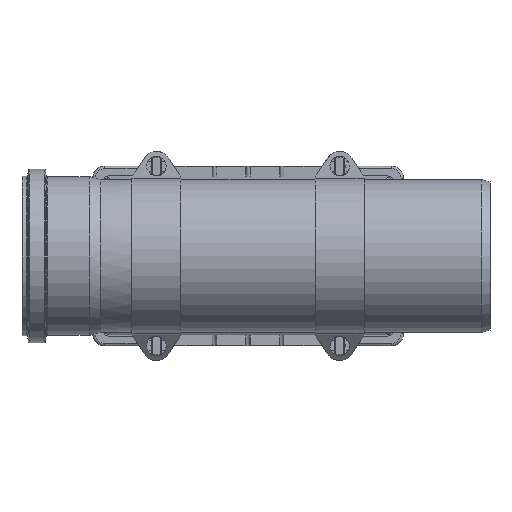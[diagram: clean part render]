
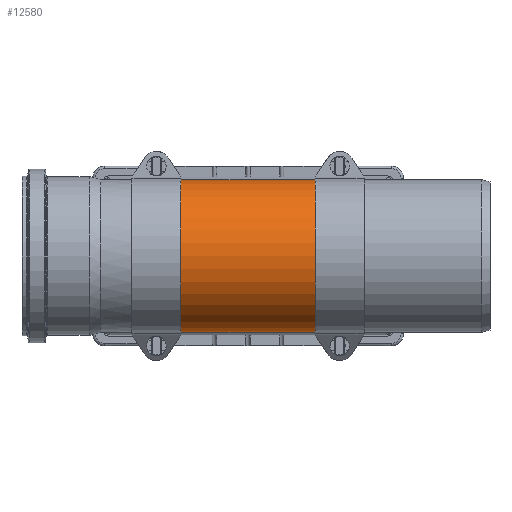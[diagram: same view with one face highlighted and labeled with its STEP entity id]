
A CAD part, left-side view. The second image highlights one B-rep face of the part: STEP entity #12580.
In plain terms, the highlighted cylindrical face has radius 62.5 mm (diameter 125 mm), a partial arc.
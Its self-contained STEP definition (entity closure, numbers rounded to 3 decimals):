
#713=CYLINDRICAL_SURFACE('',#13543,62.5);
#1233=LINE('',#20423,#1961);
#1248=LINE('',#20453,#1976);
#1961=VECTOR('',#15670,110.);
#1976=VECTOR('',#15695,110.);
#2542=CIRCLE('',#13542,62.5);
#2543=CIRCLE('',#13544,62.5);
#3424=FACE_OUTER_BOUND('',#4316,.T.);
#4316=EDGE_LOOP('',(#9094,#9095,#9096,#9097));
#5541=VERTEX_POINT('',#20420);
#5542=VERTEX_POINT('',#20422);
#5551=VERTEX_POINT('',#20450);
#5552=VERTEX_POINT('',#20452);
#6783=EDGE_CURVE('',#5542,#5541,#1233,.T.);
#6798=EDGE_CURVE('',#5552,#5551,#1248,.T.);
#6805=EDGE_CURVE('',#5541,#5552,#2542,.T.);
#6806=EDGE_CURVE('',#5551,#5542,#2543,.T.);
#9094=ORIENTED_EDGE('',*,*,#6798,.T.);
#9095=ORIENTED_EDGE('',*,*,#6806,.T.);
#9096=ORIENTED_EDGE('',*,*,#6783,.T.);
#9097=ORIENTED_EDGE('',*,*,#6805,.T.);
#12580=ADVANCED_FACE('',(#3424),#713,.T.);
#13542=AXIS2_PLACEMENT_3D('',#20466,#15712,#15713);
#13543=AXIS2_PLACEMENT_3D('',#20467,#15714,#15715);
#13544=AXIS2_PLACEMENT_3D('',#20468,#15716,#15717);
#15670=DIRECTION('',(0.,-1.,0.));
#15695=DIRECTION('',(0.,1.,0.));
#15712=DIRECTION('center_axis',(0.,1.,0.));
#15713=DIRECTION('ref_axis',(1.,0.,0.));
#15714=DIRECTION('center_axis',(0.,-1.,0.));
#15715=DIRECTION('ref_axis',(1.,0.,0.));
#15716=DIRECTION('center_axis',(0.,-1.,0.));
#15717=DIRECTION('ref_axis',(1.,0.,0.));
#20420=CARTESIAN_POINT('',(0.,143.,-62.5));
#20422=CARTESIAN_POINT('',(0.,253.,-62.5));
#20423=CARTESIAN_POINT('',(0.,162.829,-62.5));
#20450=CARTESIAN_POINT('',(0.,253.,62.5));
#20452=CARTESIAN_POINT('',(0.,143.,62.5));
#20453=CARTESIAN_POINT('',(0.,162.829,62.5));
#20466=CARTESIAN_POINT('Origin',(0.,143.,0.));
#20467=CARTESIAN_POINT('Origin',(0.,162.829,0.));
#20468=CARTESIAN_POINT('Origin',(0.,253.,0.));
